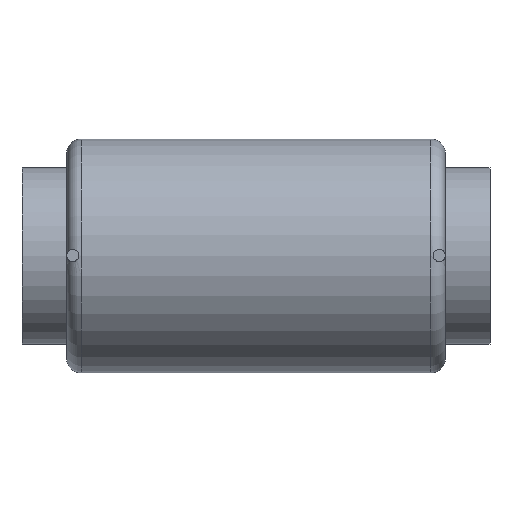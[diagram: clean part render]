
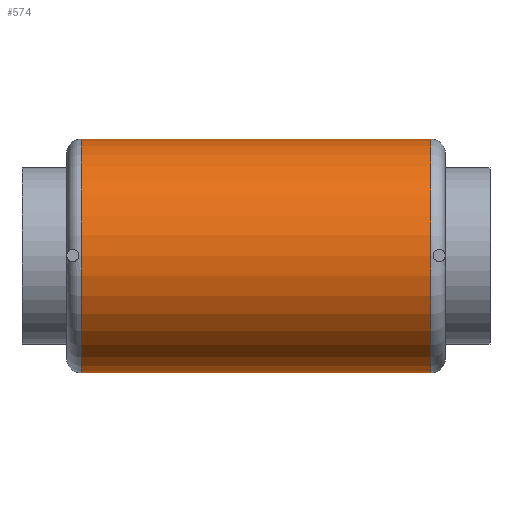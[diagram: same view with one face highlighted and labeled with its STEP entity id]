
A CAD part, top view. The second image highlights one B-rep face of the part: STEP entity #574.
In plain terms, the highlighted cylindrical face has radius 10.287 mm (diameter 20.574 mm), a partial arc.
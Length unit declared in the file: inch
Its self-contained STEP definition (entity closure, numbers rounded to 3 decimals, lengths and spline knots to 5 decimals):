
#224=DIRECTION('',(1.,0.,0.));
#225=VECTOR('',#224,1.21);
#226=CARTESIAN_POINT('',(-0.605,-0.405,0.));
#227=LINE('',#226,#225);
#233=CARTESIAN_POINT('',(0.605,0.,0.));
#234=DIRECTION('',(1.,0.,0.));
#235=DIRECTION('',(0.,1.,0.));
#236=AXIS2_PLACEMENT_3D('',#233,#234,#235);
#238=CARTESIAN_POINT('',(-0.605,0.,0.));
#239=DIRECTION('',(-1.,0.,0.));
#240=DIRECTION('',(0.,-1.,0.));
#241=AXIS2_PLACEMENT_3D('',#238,#239,#240);
#243=DIRECTION('',(1.,0.,0.));
#244=VECTOR('',#243,1.21);
#245=CARTESIAN_POINT('',(-0.605,0.405,0.));
#246=LINE('',#245,#244);
#273=CARTESIAN_POINT('',(0.605,0.405,0.));
#274=CARTESIAN_POINT('',(0.605,-0.405,0.));
#275=VERTEX_POINT('',#273);
#276=VERTEX_POINT('',#274);
#281=CARTESIAN_POINT('',(-0.605,-0.405,0.));
#282=CARTESIAN_POINT('',(-0.605,0.405,0.));
#283=VERTEX_POINT('',#281);
#284=VERTEX_POINT('',#282);
#563=CARTESIAN_POINT('',(-0.655,0.,0.));
#564=DIRECTION('',(1.,0.,0.));
#565=DIRECTION('',(0.,-1.,0.));
#566=AXIS2_PLACEMENT_3D('',#563,#564,#565);
#567=CYLINDRICAL_SURFACE('',#566,0.405);
#568=ORIENTED_EDGE('',*,*,#417,.T.);
#569=ORIENTED_EDGE('',*,*,#546,.F.);
#570=ORIENTED_EDGE('',*,*,#503,.T.);
#571=ORIENTED_EDGE('',*,*,#543,.T.);
#572=EDGE_LOOP('',(#568,#569,#570,#571));
#573=FACE_OUTER_BOUND('',#572,.F.);
#237=CIRCLE('',#236,0.405);
#242=CIRCLE('',#241,0.405);
#417=EDGE_CURVE('',#275,#276,#237,.T.);
#503=EDGE_CURVE('',#283,#284,#242,.T.);
#543=EDGE_CURVE('',#284,#275,#246,.T.);
#546=EDGE_CURVE('',#283,#276,#227,.T.);
#574=ADVANCED_FACE('',(#573),#567,.T.);
